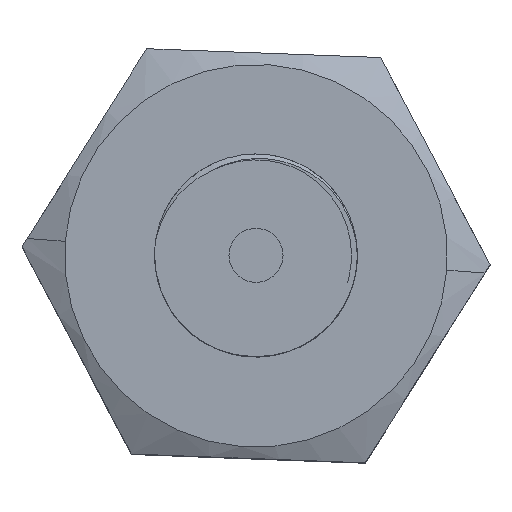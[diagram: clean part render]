
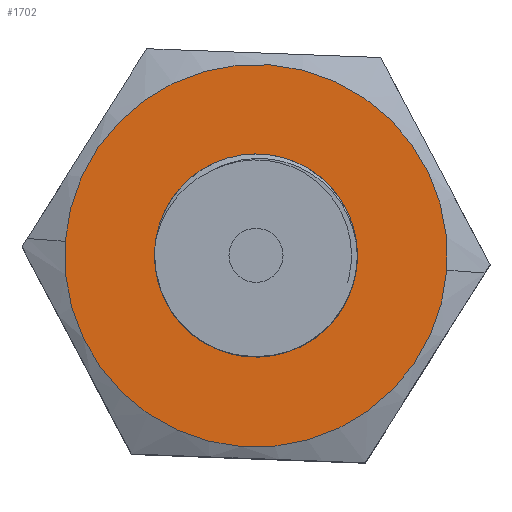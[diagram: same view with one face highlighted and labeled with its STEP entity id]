
A CAD part, top view. The second image highlights one B-rep face of the part: STEP entity #1702.
In plain terms, the highlighted planar face has unit normal (0, 0, 1).
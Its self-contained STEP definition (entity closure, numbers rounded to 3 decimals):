
#29 = FACE_OUTER_BOUND ( 'NONE', #12990, .T. ) ;
#387 = EDGE_CURVE ( 'NONE', #5729, #3103, #8832, .T. ) ;
#443 = CARTESIAN_POINT ( 'NONE',  ( 0., 0., 6.788 ) ) ;
#542 = AXIS2_PLACEMENT_3D ( 'NONE', #5474, #7641, #8663 ) ;
#642 = AXIS2_PLACEMENT_3D ( 'NONE', #443, #2549, #9782 ) ;
#665 = DIRECTION ( 'NONE',  ( 0.997, -0.075, 0. ) ) ;
#886 = DIRECTION ( 'NONE',  ( 0., 0., -1. ) ) ;
#926 = DIRECTION ( 'NONE',  ( 0.997, -0.075, 0. ) ) ;
#1423 = AXIS2_PLACEMENT_3D ( 'NONE', #3610, #11018, #6874 ) ;
#1702 = ADVANCED_FACE ( 'NONE', ( #9601, #29 ), #7963, .F. ) ;
#2145 = AXIS2_PLACEMENT_3D ( 'NONE', #9130, #886, #926 ) ;
#2523 = EDGE_CURVE ( 'NONE', #4188, #4254, #12636, .T. ) ;
#2549 = DIRECTION ( 'NONE',  ( 0., 0., -1. ) ) ;
#2725 = EDGE_CURVE ( 'NONE', #4254, #4188, #2956, .T. ) ;
#2956 = CIRCLE ( 'NONE', #1423, 2.831 ) ;
#3103 = VERTEX_POINT ( 'NONE', #10742 ) ;
#3610 = CARTESIAN_POINT ( 'NONE',  ( 0., 0., 6.788 ) ) ;
#3711 = EDGE_LOOP ( 'NONE', ( #11119, #10270 ) ) ;
#4188 = VERTEX_POINT ( 'NONE', #9327 ) ;
#4254 = VERTEX_POINT ( 'NONE', #10500 ) ;
#5474 = CARTESIAN_POINT ( 'NONE',  ( 0., 0., 6.788 ) ) ;
#5729 = VERTEX_POINT ( 'NONE', #8154 ) ;
#6874 = DIRECTION ( 'NONE',  ( 0.997, -0.075, 0. ) ) ;
#6885 = CARTESIAN_POINT ( 'NONE',  ( 0., 0., 6.788 ) ) ;
#7162 = EDGE_CURVE ( 'NONE', #3103, #5729, #8229, .T. ) ;
#7641 = DIRECTION ( 'NONE',  ( 0., 0., -1. ) ) ;
#7878 = DIRECTION ( 'NONE',  ( 0., 0., -1. ) ) ;
#7963 = PLANE ( 'NONE',  #11784 ) ;
#8154 = CARTESIAN_POINT ( 'NONE',  ( 1.496, -0.113, 6.788 ) ) ;
#8229 = CIRCLE ( 'NONE', #642, 1.5 ) ;
#8663 = DIRECTION ( 'NONE',  ( 0.997, -0.075, 0. ) ) ;
#8832 = CIRCLE ( 'NONE', #2145, 1.5 ) ;
#9130 = CARTESIAN_POINT ( 'NONE',  ( 0., 0., 6.788 ) ) ;
#9327 = CARTESIAN_POINT ( 'NONE',  ( -2.823, 0.213, 6.788 ) ) ;
#9601 = FACE_BOUND ( 'NONE', #3711, .T. ) ;
#9782 = DIRECTION ( 'NONE',  ( 0.997, -0.075, 0. ) ) ;
#10270 = ORIENTED_EDGE ( 'NONE', *, *, #387, .T. ) ;
#10500 = CARTESIAN_POINT ( 'NONE',  ( 2.823, -0.213, 6.788 ) ) ;
#10742 = CARTESIAN_POINT ( 'NONE',  ( -1.496, 0.113, 6.788 ) ) ;
#11018 = DIRECTION ( 'NONE',  ( 0., 0., -1. ) ) ;
#11119 = ORIENTED_EDGE ( 'NONE', *, *, #7162, .T. ) ;
#11643 = ORIENTED_EDGE ( 'NONE', *, *, #2523, .F. ) ;
#11784 = AXIS2_PLACEMENT_3D ( 'NONE', #6885, #7878, #665 ) ;
#12368 = ORIENTED_EDGE ( 'NONE', *, *, #2725, .F. ) ;
#12636 = CIRCLE ( 'NONE', #542, 2.831 ) ;
#12990 = EDGE_LOOP ( 'NONE', ( #12368, #11643 ) ) ;
